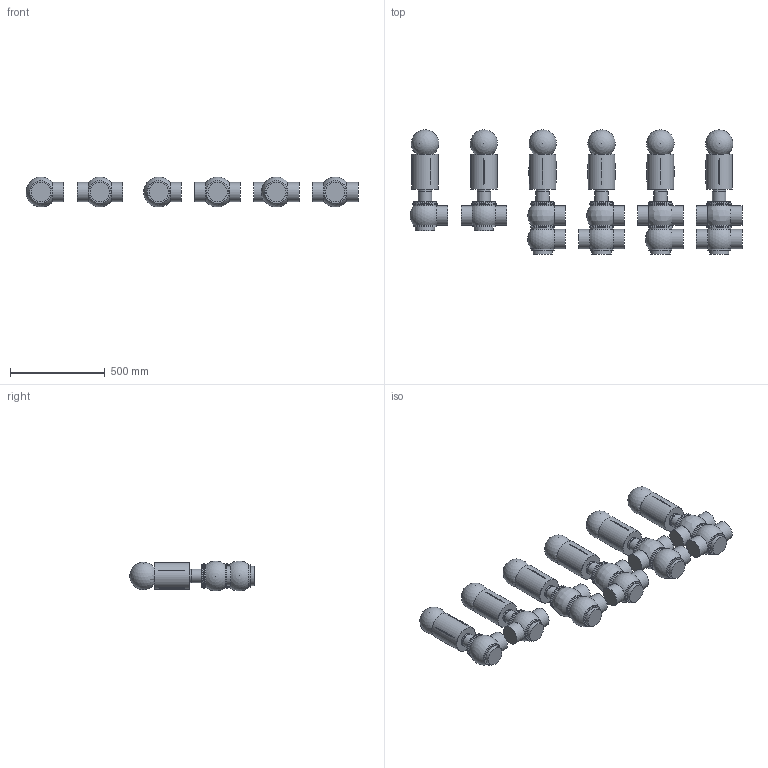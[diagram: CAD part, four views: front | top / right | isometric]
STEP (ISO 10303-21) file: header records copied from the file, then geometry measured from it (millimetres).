
FILE_DESCRIPTION(/* description */ (''),/* implementation_level */ '2;1');
FILE_NAME(/* name */ 'BBZP-DN100-SAL.stp',/* time_stamp */ '2016-03-22T09:16:08+01:00',/* author */ ('marz-m'),/* organization */ (''),/* preprocessor_version */ 'ST-DEVELOPER v16.1',/* originating_system */ 'Autodesk Inventor 2016',/* authorisation */ '');
FILE_SCHEMA (('AUTOMOTIVE_DESIGN { 1 0 10303 214 3 1 1 }'));
Length unit declared in the file: millimetre
Products named in the file (8): SAGOMA-GIOTTO; CIL134; Assemblaggio-DN0100; COR-INF-L-SAL-DN100; COR-INF-T-SAL-DN100; COR-SUP-L-SAL-DN100; COR-SUP-T-SAL-DN100; BBZP-DN100-SAL
Assembly tree (28 placements, depth 2):
  BBZP-DN100-SAL
    SAGOMA-GIOTTO  x6
    CIL134  x6
    Assemblaggio-DN0100  x6
    COR-INF-L-SAL-DN100  x3
    COR-INF-T-SAL-DN100  x3
    COR-SUP-L-SAL-DN100  x2
    COR-SUP-T-SAL-DN100  x2
Bounding box: 1749 x 654.39 x 158 mm (x, y, z)
Volume: 55096641.4 mm3; surface area: 2484019.9 mm2
Topology: 28 solids, 28 shells, 325 faces, 604 edges, 376 vertices
Faces by surface type: cylinder 89, plane 86, cone 80, torus 54, sphere 12, bspline 4
Full cylindrical faces by diameter (mm): 0 x4, 69 x6, 71 x6, 101.6 x21, 121 x26, 129 x20, 139 x6
Entity records: 2665 total; most frequent: CARTESIAN_POINT 825, DIRECTION 396, ORIENTED_EDGE 202, AXIS2_PLACEMENT_3D 198, EDGE_LOOP 154, EDGE_CURVE 101, VERTEX_POINT 89, ADVANCED_FACE 88
